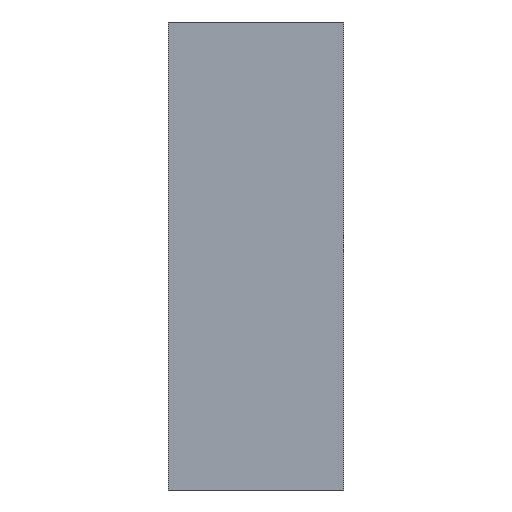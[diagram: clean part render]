
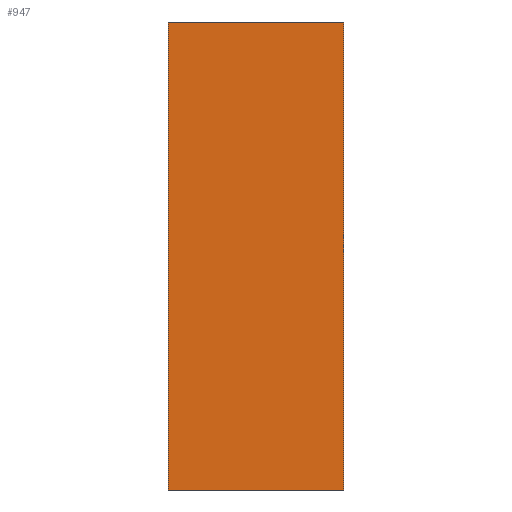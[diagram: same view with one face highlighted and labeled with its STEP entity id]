
A CAD part, left-side view. The second image highlights one B-rep face of the part: STEP entity #947.
In plain terms, the highlighted planar face has unit normal (-1, 0, 0).
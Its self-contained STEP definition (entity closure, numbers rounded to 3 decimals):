
#8 = PLANE ( 'NONE',  #980 ) ;
#22 = EDGE_CURVE ( 'NONE', #114, #40, #102, .T. ) ;
#40 = VERTEX_POINT ( 'NONE', #293 ) ;
#66 = EDGE_LOOP ( 'NONE', ( #704, #219, #289, #625 ) ) ;
#77 = LINE ( 'NONE', #635, #884 ) ;
#102 = LINE ( 'NONE', #109, #916 ) ;
#109 = CARTESIAN_POINT ( 'NONE',  ( -1.6, -1.649, -0.8 ) ) ;
#114 = VERTEX_POINT ( 'NONE', #998 ) ;
#168 = DIRECTION ( 'NONE',  ( -1., 0., 0. ) ) ;
#181 = DIRECTION ( 'NONE',  ( 0., 0., -1. ) ) ;
#203 = DIRECTION ( 'NONE',  ( 0., 0., 1. ) ) ;
#219 = ORIENTED_EDGE ( 'NONE', *, *, #819, .T. ) ;
#289 = ORIENTED_EDGE ( 'NONE', *, *, #552, .F. ) ;
#293 = CARTESIAN_POINT ( 'NONE',  ( -1.6, 0.6, -0.8 ) ) ;
#299 = CARTESIAN_POINT ( 'NONE',  ( -1.6, 0.6, 0.8 ) ) ;
#317 = DIRECTION ( 'NONE',  ( 0., 1., 0. ) ) ;
#353 = VECTOR ( 'NONE', #203, 1000. ) ;
#400 = VECTOR ( 'NONE', #181, 1000. ) ;
#440 = LINE ( 'NONE', #687, #353 ) ;
#451 = EDGE_CURVE ( 'NONE', #754, #114, #817, .T. ) ;
#470 = FACE_OUTER_BOUND ( 'NONE', #66, .T. ) ;
#552 = EDGE_CURVE ( 'NONE', #40, #724, #440, .T. ) ;
#580 = CARTESIAN_POINT ( 'NONE',  ( -1.6, 0., 0.8 ) ) ;
#625 = ORIENTED_EDGE ( 'NONE', *, *, #22, .F. ) ;
#635 = CARTESIAN_POINT ( 'NONE',  ( -1.6, -1.649, 0.8 ) ) ;
#670 = DIRECTION ( 'NONE',  ( 0., 1., 0. ) ) ;
#687 = CARTESIAN_POINT ( 'NONE',  ( -1.6, 0.6, 0.8 ) ) ;
#704 = ORIENTED_EDGE ( 'NONE', *, *, #451, .F. ) ;
#722 = DIRECTION ( 'NONE',  ( 0., 0., 1. ) ) ;
#724 = VERTEX_POINT ( 'NONE', #299 ) ;
#754 = VERTEX_POINT ( 'NONE', #850 ) ;
#817 = LINE ( 'NONE', #580, #400 ) ;
#819 = EDGE_CURVE ( 'NONE', #754, #724, #77, .T. ) ;
#850 = CARTESIAN_POINT ( 'NONE',  ( -1.6, 0., 0.8 ) ) ;
#874 = CARTESIAN_POINT ( 'NONE',  ( -1.6, -1.649, 0.8 ) ) ;
#884 = VECTOR ( 'NONE', #317, 1000. ) ;
#916 = VECTOR ( 'NONE', #670, 1000. ) ;
#947 = ADVANCED_FACE ( 'NONE', ( #470 ), #8, .T. ) ;
#980 = AXIS2_PLACEMENT_3D ( 'NONE', #874, #168, #722 ) ;
#998 = CARTESIAN_POINT ( 'NONE',  ( -1.6, 0., -0.8 ) ) ;
